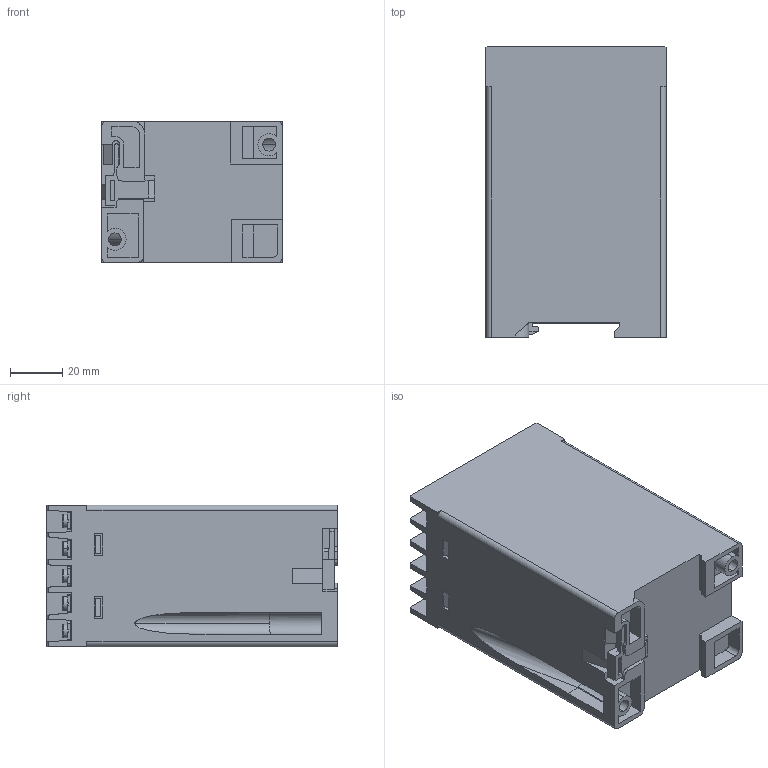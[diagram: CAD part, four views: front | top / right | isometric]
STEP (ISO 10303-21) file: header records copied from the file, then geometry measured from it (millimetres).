
FILE_DESCRIPTION(('CATIA V5 STEP Exchange','CAx-IF Rec.Pracs.--- Model Styling and Organization---1.2---2011-12-15'),'2;1');
FILE_NAME('1SDH002308A1002.stp','2023-05-19T10:28:59+00:00',('none'),('none'),'CATIA Version 5-6 Release 2014 SP7','CATIA V5 STEP AP214','none');
FILE_SCHEMA(('AUTOMOTIVE_DESIGN { 1 0 10303 214 1 1 1 1 }'));
Length unit declared in the file: millimetre
Products named in the file (1): 1SDH002308A1002
Bounding box: 68.9 x 111.1 x 54.2 mm (x, y, z)
Volume: 66239.6 mm3; surface area: 85153.9 mm2
Topology: 2 solids, 12 shells, 1420 faces, 3853 edges, 2558 vertices
Faces by surface type: plane 1046, cylinder 354, torus 20
Entity records: 46172 total; most frequent: CARTESIAN_POINT 10673, ORIENTED_EDGE 7706, DIRECTION 6434, EDGE_CURVE 3853, VECTOR 2985, LINE 2985, VERTEX_POINT 2558, AXIS2_PLACEMENT_3D 2045
